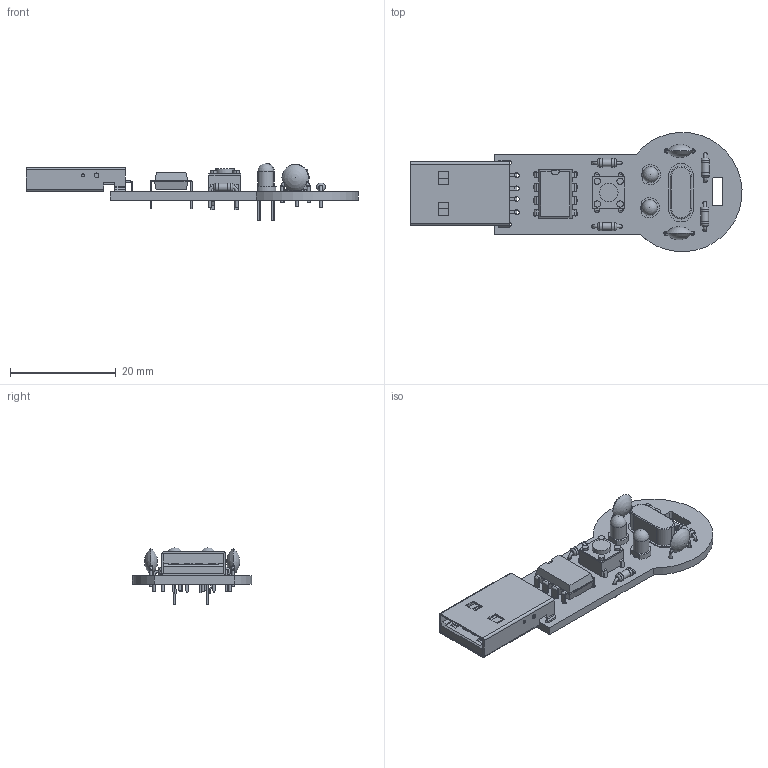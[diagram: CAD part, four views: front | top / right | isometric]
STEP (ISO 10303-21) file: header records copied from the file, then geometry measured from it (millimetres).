
FILE_DESCRIPTION(('KiCad electronic assembly'),'2;1');
FILE_NAME('KicadHardwareKey.step','2024-07-26T22:42:05',('Pcbnew'),( 'Kicad'),'Open CASCADE STEP processor 7.7','KiCad to STEP converter' ,'Unknown');
FILE_SCHEMA(('AUTOMOTIVE_DESIGN { 1 0 10303 214 1 1 1 1 }'));
Length unit declared in the file: millimetre
Products named in the file (16): KicadHardwareKey 1; C_Disc_D5.0mm_W2.5mm_P5.00mm; C_Disc_D50mm_W25mm_P500mm; R_Axial_DIN0204_L3.6mm_D1.6mm_P5.08mm_Horizontal; R_Axial_DIN0204_L36mm_D16mm_P508mm_Horizontal; USB-AM-S-X-X-TH; USB-AM-S-F-B-TH; Crystal_HC49-4H_Vertical; LED_D3.0mm; DIP-8_W7.62mm; B3F-1000--3DModel-STEP-418109; B3F-1000; _autosave-KicadHardwareKey_PCB
Assembly tree (20 placements, depth 3):
  KicadHardwareKey 1
    C_Disc_D5.0mm_W2.5mm_P5.00mm  x2
      C_Disc_D50mm_W25mm_P500mm
    R_Axial_DIN0204_L3.6mm_D1.6mm_P5.08mm_Horizontal  x4
      R_Axial_DIN0204_L36mm_D16mm_P508mm_Horizontal
    USB-AM-S-X-X-TH
      USB-AM-S-F-B-TH
    Crystal_HC49-4H_Vertical
      Crystal_HC49-4H_Vertical
    LED_D3.0mm  x2
      LED_D3.0mm
    DIP-8_W7.62mm
      DIP-8_W7.62mm
    B3F-1000--3DModel-STEP-418109
      B3F-1000
    _autosave-KicadHardwareKey_PCB
Bounding box: 62.78 x 22.54 x 10.8 mm (x, y, z)
Volume: 2504.3 mm3; surface area: 5323.5 mm2
Topology: 21 solids, 21 shells, 653 faces, 1687 edges, 1096 vertices
Faces by surface type: plane 439, cylinder 162, torus 20, bspline 20, revolution 6, sphere 6
Full cylindrical faces by diameter (mm): 0.5 x18, 0.55 x2, 0.7 x8, 0.8 x14, 0.89 x2, 0.9 x4, 0.92 x4, 1 x6, 1.1 x2, 1.44 x4, 1.6 x8, 3 x2
Entity records: 20812 total; most frequent: CARTESIAN_POINT 4002, ORIENTED_EDGE 3110, DIRECTION 3000, EDGE_CURVE 1555, LINE 1206, VECTOR 1206, VERTEX_POINT 1016, AXIS2_PLACEMENT_3D 895
